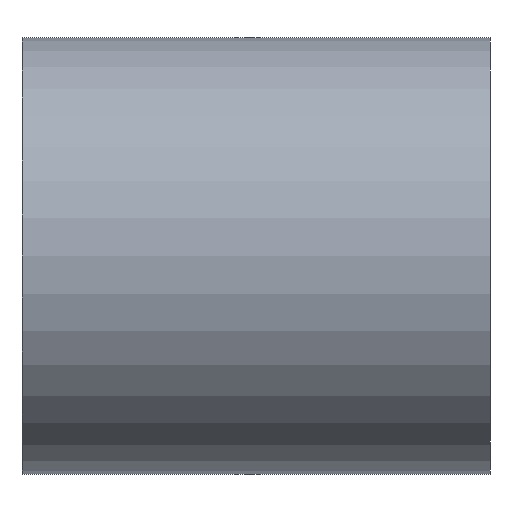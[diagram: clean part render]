
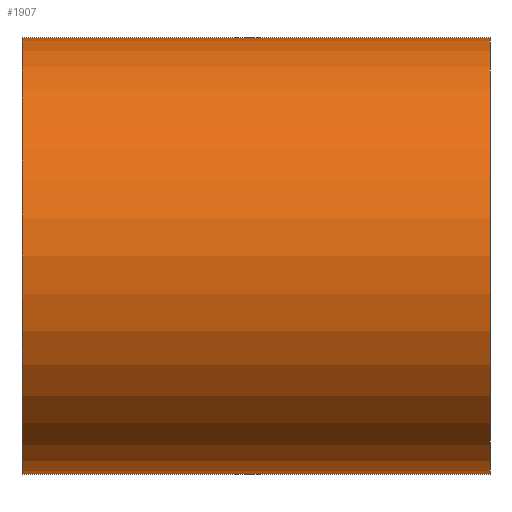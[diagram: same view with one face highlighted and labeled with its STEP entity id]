
A CAD part, left-side view. The second image highlights one B-rep face of the part: STEP entity #1907.
In plain terms, the highlighted cylindrical face has radius 7 mm (diameter 14 mm), a partial arc.
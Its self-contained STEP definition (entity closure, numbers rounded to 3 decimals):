
#465 = CARTESIAN_POINT ( 'NONE',  ( 0., 7.5, 7. ) ) ;
#466 = DIRECTION ( 'NONE',  ( 0., 1., 0. ) ) ;
#467 = VECTOR ( 'NONE', #466, 1000. ) ;
#468 = CARTESIAN_POINT ( 'NONE',  ( 0., 13.586, 7. ) ) ;
#469 = LINE ( 'NONE', #468, #467 ) ;
#473 = CARTESIAN_POINT ( 'NONE',  ( 0., 13.586, -7. ) ) ;
#474 = VECTOR ( 'NONE', #485, 1000. ) ;
#482 = LINE ( 'NONE', #473, #474 ) ;
#485 = DIRECTION ( 'NONE',  ( 0., 1., 0. ) ) ;
#863 = DIRECTION ( 'NONE',  ( 0., 0., 1. ) ) ;
#864 = DIRECTION ( 'NONE',  ( 0., 1., 0. ) ) ;
#865 = CARTESIAN_POINT ( 'NONE',  ( 0., 13.586, 0. ) ) ;
#866 = AXIS2_PLACEMENT_3D ( 'NONE', #865, #864, #863 ) ;
#917 = CARTESIAN_POINT ( 'NONE',  ( 0., -7.5, 7. ) ) ;
#918 = CYLINDRICAL_SURFACE ( 'NONE', #866, 7. ) ;
#919 = FACE_OUTER_BOUND ( 'NONE', #1905, .T. ) ;
#976 = DIRECTION ( 'NONE',  ( 0., 0., 1. ) ) ;
#977 = DIRECTION ( 'NONE',  ( 0., 1., 0. ) ) ;
#978 = CARTESIAN_POINT ( 'NONE',  ( 0., 7.5, 0. ) ) ;
#979 = AXIS2_PLACEMENT_3D ( 'NONE', #978, #977, #976 ) ;
#980 = CIRCLE ( 'NONE', #979, 7. ) ;
#1104 = CARTESIAN_POINT ( 'NONE',  ( 0., -7.5, -7. ) ) ;
#1292 = AXIS2_PLACEMENT_3D ( 'NONE', #1311, #1310, #1309 ) ;
#1293 = CIRCLE ( 'NONE', #1292, 7. ) ;
#1308 = CARTESIAN_POINT ( 'NONE',  ( 0., 7.5, -7. ) ) ;
#1309 = DIRECTION ( 'NONE',  ( 0., 0., -1. ) ) ;
#1310 = DIRECTION ( 'NONE',  ( 0., -1., 0. ) ) ;
#1311 = CARTESIAN_POINT ( 'NONE',  ( 0., -7.5, 0. ) ) ;
#1905 = EDGE_LOOP ( 'NONE', ( #1912, #2030, #2029, #1945 ) ) ;
#1907 = ADVANCED_FACE ( 'NONE', ( #919 ), #918, .T. ) ;
#1908 = VERTEX_POINT ( 'NONE', #917 ) ;
#1911 = EDGE_CURVE ( 'NONE', #1908, #1914, #469, .T. ) ;
#1912 = ORIENTED_EDGE ( 'NONE', *, *, #1916, .F. ) ;
#1914 = VERTEX_POINT ( 'NONE', #465 ) ;
#1916 = EDGE_CURVE ( 'NONE', #1970, #2032, #482, .T. ) ;
#1945 = ORIENTED_EDGE ( 'NONE', *, *, #1948, .F. ) ;
#1948 = EDGE_CURVE ( 'NONE', #2032, #1914, #980, .T. ) ;
#1970 = VERTEX_POINT ( 'NONE', #1104 ) ;
#2029 = ORIENTED_EDGE ( 'NONE', *, *, #1911, .T. ) ;
#2030 = ORIENTED_EDGE ( 'NONE', *, *, #2031, .F. ) ;
#2031 = EDGE_CURVE ( 'NONE', #1908, #1970, #1293, .T. ) ;
#2032 = VERTEX_POINT ( 'NONE', #1308 ) ;
